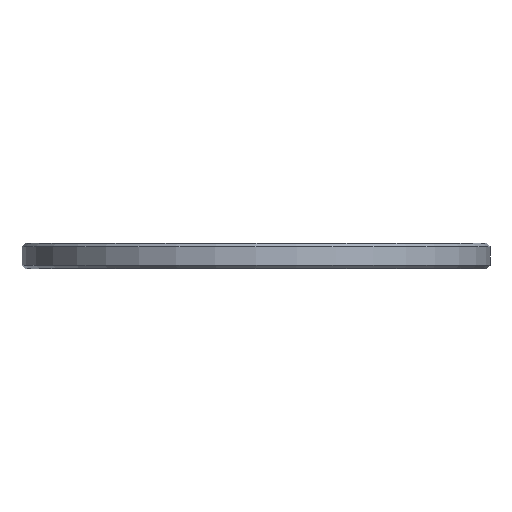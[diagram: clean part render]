
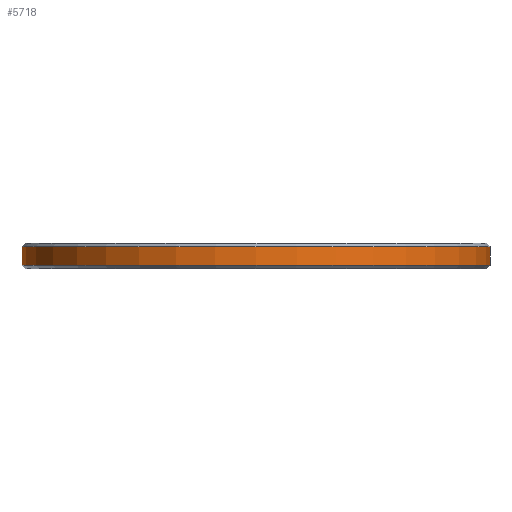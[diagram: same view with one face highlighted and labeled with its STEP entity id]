
A CAD part, front view. The second image highlights one B-rep face of the part: STEP entity #5718.
In plain terms, the highlighted cylindrical face has radius 137.5 mm (diameter 275 mm), a partial arc.
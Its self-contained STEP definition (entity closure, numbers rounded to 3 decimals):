
#567 = ORIENTED_EDGE ( 'NONE', *, *, #1487, .F. ) ;
#770 = DIRECTION ( 'NONE',  ( 0., 0., 1. ) ) ;
#825 = CARTESIAN_POINT ( 'NONE',  ( -137.5, 0., -15. ) ) ;
#953 = FACE_OUTER_BOUND ( 'NONE', #5586, .T. ) ;
#1347 = AXIS2_PLACEMENT_3D ( 'NONE', #3900, #8741, #4600 ) ;
#1487 = EDGE_CURVE ( 'NONE', #1555, #6300, #6059, .T. ) ;
#1555 = VERTEX_POINT ( 'NONE', #3604 ) ;
#1626 = DIRECTION ( 'NONE',  ( 1., 0., 0. ) ) ;
#1986 = CIRCLE ( 'NONE', #1347, 137.5 ) ;
#2351 = DIRECTION ( 'NONE',  ( 0., 0., 1. ) ) ;
#2657 = EDGE_CURVE ( 'NONE', #3392, #6300, #3075, .T. ) ;
#2880 = AXIS2_PLACEMENT_3D ( 'NONE', #7145, #2351, #1626 ) ;
#3075 = CIRCLE ( 'NONE', #5933, 137.5 ) ;
#3241 = DIRECTION ( 'NONE',  ( 0., 0., -1. ) ) ;
#3392 = VERTEX_POINT ( 'NONE', #7477 ) ;
#3604 = CARTESIAN_POINT ( 'NONE',  ( -137.5, 0., -13. ) ) ;
#3900 = CARTESIAN_POINT ( 'NONE',  ( 0., 0., -13. ) ) ;
#3921 = VERTEX_POINT ( 'NONE', #8075 ) ;
#4527 = EDGE_CURVE ( 'NONE', #3921, #3392, #5377, .T. ) ;
#4600 = DIRECTION ( 'NONE',  ( 1., 0., 0. ) ) ;
#5193 = ORIENTED_EDGE ( 'NONE', *, *, #4527, .T. ) ;
#5377 = LINE ( 'NONE', #8389, #7005 ) ;
#5586 = EDGE_LOOP ( 'NONE', ( #567, #5650, #5193, #6104 ) ) ;
#5650 = ORIENTED_EDGE ( 'NONE', *, *, #8080, .T. ) ;
#5718 = ADVANCED_FACE ( 'NONE', ( #953 ), #6281, .T. ) ;
#5933 = AXIS2_PLACEMENT_3D ( 'NONE', #7388, #3241, #8076 ) ;
#6059 = LINE ( 'NONE', #825, #7667 ) ;
#6104 = ORIENTED_EDGE ( 'NONE', *, *, #2657, .T. ) ;
#6281 = CYLINDRICAL_SURFACE ( 'NONE', #2880, 137.5 ) ;
#6300 = VERTEX_POINT ( 'NONE', #7800 ) ;
#7005 = VECTOR ( 'NONE', #7009, 1000. ) ;
#7009 = DIRECTION ( 'NONE',  ( 0., 0., 1. ) ) ;
#7145 = CARTESIAN_POINT ( 'NONE',  ( 0., 0., -15. ) ) ;
#7388 = CARTESIAN_POINT ( 'NONE',  ( 0., 0., -2. ) ) ;
#7477 = CARTESIAN_POINT ( 'NONE',  ( 137.5, 0., -2. ) ) ;
#7667 = VECTOR ( 'NONE', #770, 1000. ) ;
#7800 = CARTESIAN_POINT ( 'NONE',  ( -137.5, 0., -2. ) ) ;
#8075 = CARTESIAN_POINT ( 'NONE',  ( 137.5, 0., -13. ) ) ;
#8076 = DIRECTION ( 'NONE',  ( 1., 0., 0. ) ) ;
#8080 = EDGE_CURVE ( 'NONE', #1555, #3921, #1986, .T. ) ;
#8389 = CARTESIAN_POINT ( 'NONE',  ( 137.5, 0., -15. ) ) ;
#8741 = DIRECTION ( 'NONE',  ( 0., 0., 1. ) ) ;
